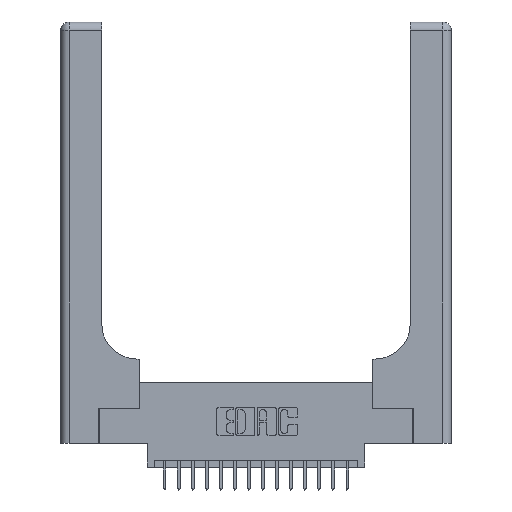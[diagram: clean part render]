
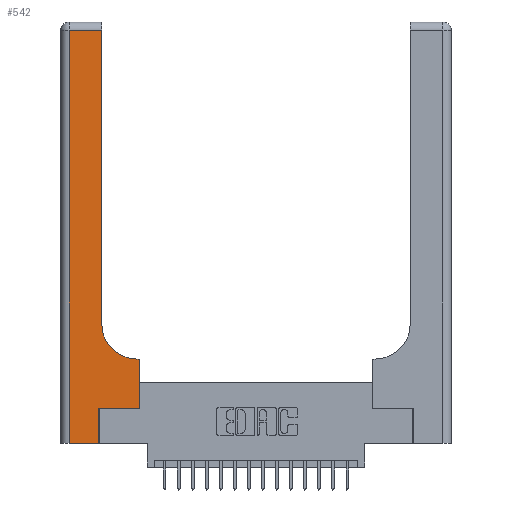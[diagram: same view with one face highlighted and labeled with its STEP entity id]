
A CAD part, top view. The second image highlights one B-rep face of the part: STEP entity #542.
In plain terms, the highlighted planar face has unit normal (0, 0, 1).
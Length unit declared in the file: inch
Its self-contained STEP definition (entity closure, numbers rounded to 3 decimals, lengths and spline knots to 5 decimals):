
#28 = DIRECTION ( 'NONE',  ( 0., 1., 0. ) ) ;
#290 = DIRECTION ( 'NONE',  ( 1., 0., 0. ) ) ;
#399 = LINE ( 'NONE', #17139, #8665 ) ;
#542 = ADVANCED_FACE ( 'NONE', ( #19819 ), #15711, .F. ) ;
#661 = CARTESIAN_POINT ( 'NONE',  ( 0., 2.94, 0.37 ) ) ;
#665 = VECTOR ( 'NONE', #11313, 39.37008 ) ;
#721 = VECTOR ( 'NONE', #4831, 39.37008 ) ;
#782 = CARTESIAN_POINT ( 'NONE',  ( 0.269, 0., 0.37 ) ) ;
#987 = DIRECTION ( 'NONE',  ( 0., 1., 0. ) ) ;
#1230 = CARTESIAN_POINT ( 'NONE',  ( 0., 0., 0.37 ) ) ;
#1315 = ORIENTED_EDGE ( 'NONE', *, *, #18883, .T. ) ;
#1588 = CARTESIAN_POINT ( 'NONE',  ( 0.5585, 0.25, 0.37 ) ) ;
#1629 = VERTEX_POINT ( 'NONE', #782 ) ;
#1851 = VECTOR ( 'NONE', #8926, 39.37008 ) ;
#1911 = ORIENTED_EDGE ( 'NONE', *, *, #9792, .T. ) ;
#1951 = LINE ( 'NONE', #1230, #721 ) ;
#2173 = VERTEX_POINT ( 'NONE', #13127 ) ;
#3344 = DIRECTION ( 'NONE',  ( -1., 0., 0. ) ) ;
#3363 = EDGE_CURVE ( 'NONE', #3436, #2173, #399, .T. ) ;
#3406 = CARTESIAN_POINT ( 'NONE',  ( 0.5585, 0.25, 0.37 ) ) ;
#3436 = VERTEX_POINT ( 'NONE', #14016 ) ;
#4081 = LINE ( 'NONE', #661, #665 ) ;
#4831 = DIRECTION ( 'NONE',  ( 1., 0., 0. ) ) ;
#4906 = EDGE_CURVE ( 'NONE', #1629, #4950, #9808, .T. ) ;
#4917 = CARTESIAN_POINT ( 'NONE',  ( 0.269, 0.25, 0.37 ) ) ;
#4950 = VERTEX_POINT ( 'NONE', #16420 ) ;
#5357 = CIRCLE ( 'NONE', #9320, 0.25 ) ;
#7297 = ORIENTED_EDGE ( 'NONE', *, *, #4906, .T. ) ;
#7993 = CARTESIAN_POINT ( 'NONE',  ( 0., 3., 0.37 ) ) ;
#8027 = CARTESIAN_POINT ( 'NONE',  ( 0.5415, 0.6, 0.37 ) ) ;
#8469 = EDGE_CURVE ( 'NONE', #2173, #1629, #1951, .T. ) ;
#8490 = AXIS2_PLACEMENT_3D ( 'NONE', #7993, #9513, #3344 ) ;
#8665 = VECTOR ( 'NONE', #16996, 39.37008 ) ;
#8799 = CARTESIAN_POINT ( 'NONE',  ( 0.2915, 2.94, 0.37 ) ) ;
#8857 = CARTESIAN_POINT ( 'NONE',  ( 0.2915, 3., 0.37 ) ) ;
#8926 = DIRECTION ( 'NONE',  ( 0., 1., 0. ) ) ;
#8995 = LINE ( 'NONE', #1588, #13635 ) ;
#9094 = VECTOR ( 'NONE', #987, 39.37008 ) ;
#9128 = DIRECTION ( 'NONE',  ( -1., 0., 0. ) ) ;
#9320 = AXIS2_PLACEMENT_3D ( 'NONE', #12246, #20033, #18665 ) ;
#9513 = DIRECTION ( 'NONE',  ( 0., 0., -1. ) ) ;
#9792 = EDGE_CURVE ( 'NONE', #15764, #3436, #4081, .T. ) ;
#9808 = LINE ( 'NONE', #10294, #9094 ) ;
#10098 = LINE ( 'NONE', #8857, #1851 ) ;
#10294 = CARTESIAN_POINT ( 'NONE',  ( 0.269, 0., 0.37 ) ) ;
#10338 = VERTEX_POINT ( 'NONE', #12391 ) ;
#10658 = ORIENTED_EDGE ( 'NONE', *, *, #16390, .T. ) ;
#10858 = VERTEX_POINT ( 'NONE', #12440 ) ;
#10962 = LINE ( 'NONE', #4917, #14624 ) ;
#11127 = EDGE_LOOP ( 'NONE', ( #19541, #1911, #13290, #14637, #7297, #17431, #15132, #1315, #10658 ) ) ;
#11313 = DIRECTION ( 'NONE',  ( -1., 0., 0. ) ) ;
#12246 = CARTESIAN_POINT ( 'NONE',  ( 0.5415, 0.85, 0.37 ) ) ;
#12391 = CARTESIAN_POINT ( 'NONE',  ( 0.2915, 0.85, 0.37 ) ) ;
#12440 = CARTESIAN_POINT ( 'NONE',  ( 0.5585, 0.6, 0.37 ) ) ;
#13038 = VERTEX_POINT ( 'NONE', #8027 ) ;
#13127 = CARTESIAN_POINT ( 'NONE',  ( 0.06, 0., 0.37 ) ) ;
#13290 = ORIENTED_EDGE ( 'NONE', *, *, #3363, .T. ) ;
#13533 = VECTOR ( 'NONE', #9128, 39.37008 ) ;
#13635 = VECTOR ( 'NONE', #28, 39.37008 ) ;
#14016 = CARTESIAN_POINT ( 'NONE',  ( 0.06, 2.94, 0.37 ) ) ;
#14056 = EDGE_CURVE ( 'NONE', #4950, #19233, #10962, .T. ) ;
#14624 = VECTOR ( 'NONE', #290, 39.37008 ) ;
#14637 = ORIENTED_EDGE ( 'NONE', *, *, #8469, .T. ) ;
#15132 = ORIENTED_EDGE ( 'NONE', *, *, #16313, .T. ) ;
#15711 = PLANE ( 'NONE',  #8490 ) ;
#15764 = VERTEX_POINT ( 'NONE', #8799 ) ;
#16313 = EDGE_CURVE ( 'NONE', #19233, #10858, #8995, .T. ) ;
#16390 = EDGE_CURVE ( 'NONE', #13038, #10338, #5357, .T. ) ;
#16420 = CARTESIAN_POINT ( 'NONE',  ( 0.269, 0.25, 0.37 ) ) ;
#16996 = DIRECTION ( 'NONE',  ( 0., -1., 0. ) ) ;
#17139 = CARTESIAN_POINT ( 'NONE',  ( 0.06, 3., 0.37 ) ) ;
#17431 = ORIENTED_EDGE ( 'NONE', *, *, #14056, .T. ) ;
#18467 = CARTESIAN_POINT ( 'NONE',  ( 0.2915, 0.6, 0.37 ) ) ;
#18665 = DIRECTION ( 'NONE',  ( 1., 0., 0. ) ) ;
#18666 = LINE ( 'NONE', #18467, #13533 ) ;
#18838 = EDGE_CURVE ( 'NONE', #10338, #15764, #10098, .T. ) ;
#18883 = EDGE_CURVE ( 'NONE', #10858, #13038, #18666, .T. ) ;
#19233 = VERTEX_POINT ( 'NONE', #3406 ) ;
#19541 = ORIENTED_EDGE ( 'NONE', *, *, #18838, .T. ) ;
#19819 = FACE_OUTER_BOUND ( 'NONE', #11127, .T. ) ;
#20033 = DIRECTION ( 'NONE',  ( 0., 0., -1. ) ) ;
